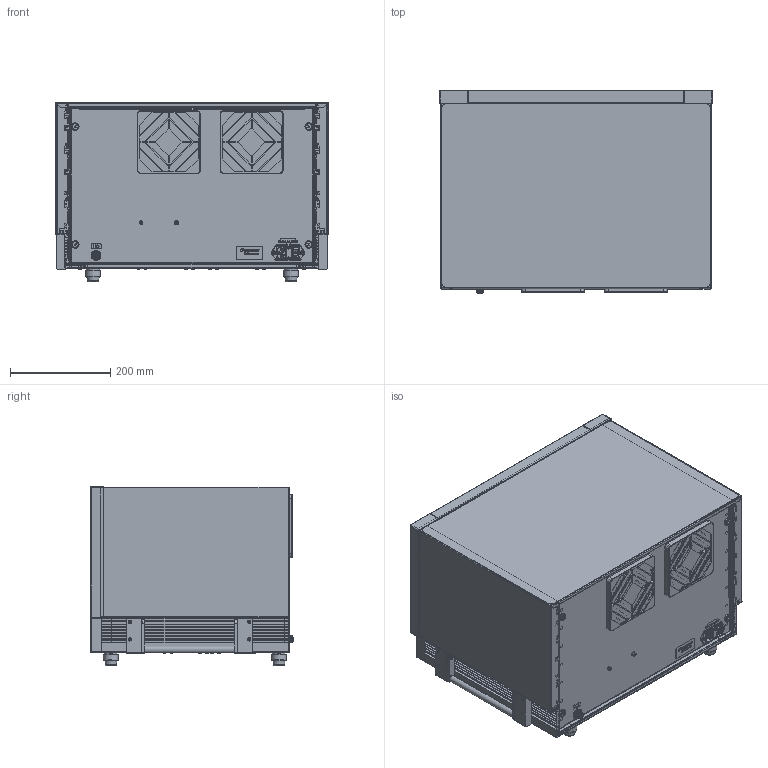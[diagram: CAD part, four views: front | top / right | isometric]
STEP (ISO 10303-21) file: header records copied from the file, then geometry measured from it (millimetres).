
FILE_DESCRIPTION(/* description */ (''),/* implementation_level */ '2;1');
FILE_NAME(/* name */ '200008264_004_Dummy.stp',/* time_stamp */ '2018-10-25T06:42:19+02:00',/* author */ (''),/* organization */ (''),/* preprocessor_version */ 'ST-DEVELOPER v16',/* originating_system */ 'SIEMENS PLM Software NX 10.0',/* authorisation */ '');
FILE_SCHEMA (('AUTOMOTIVE_DESIGN { 1 0 10303 214 3 1 1 1 }'));
Products named in the file (1): L01020C8A0AE5025
Bounding box: 544.12 x 403.95 x 358.06 mm (x, y, z)
Surface area: 3074287 mm2 (no closed solid volume)
Topology: 0 solids, 2335 shells, 2335 faces, 14949 edges, 14729 vertices
Faces by surface type: plane 1230, cylinder 654, cone 133, bspline 113, extrusion 90, torus 87, sphere 28
Full cylindrical faces by diameter (mm): 1.25 x4, 1.5 x1, 2 x1, 2.5 x2, 3 x3, 3.5 x5, 4 x51, 6 x4, 6.3 x2, 7.5 x2, 10 x5, 11 x2, 11.3 x10, 15.5 x2, 22 x2, 23 x2, 26 x8, 30 x5
Entity records: 182627 total; most frequent: CARTESIAN_POINT 54779, DIRECTION 20530, ORIENTED_EDGE 14698, EDGE_CURVE 14690, VERTEX_POINT 14682, VECTOR 8636, LINE 8546, AXIS2_PLACEMENT_3D 5947
